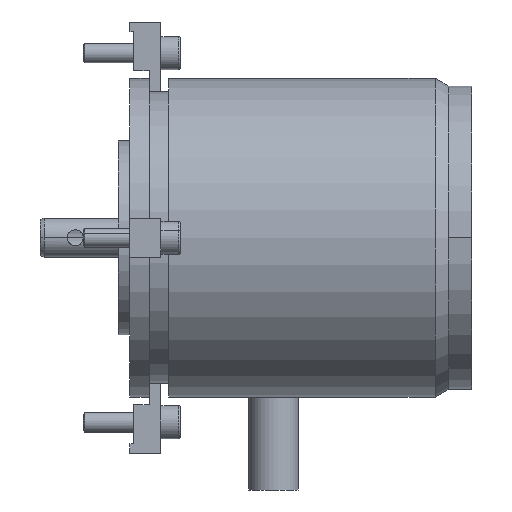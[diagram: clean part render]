
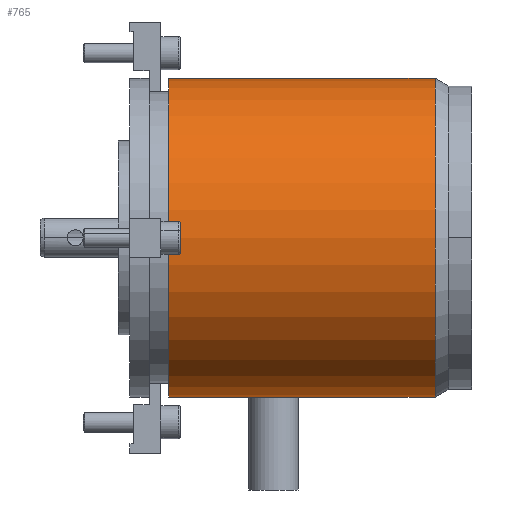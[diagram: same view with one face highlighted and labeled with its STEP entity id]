
A CAD part, front view. The second image highlights one B-rep face of the part: STEP entity #765.
In plain terms, the highlighted cylindrical face has radius 41 mm (diameter 82 mm), a partial arc.
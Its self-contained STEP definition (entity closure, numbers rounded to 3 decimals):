
#590 = CARTESIAN_POINT ( 'NONE',  ( -11.202, 0., 0. ) ) ;
#604 = CYLINDRICAL_SURFACE ( 'NONE', #17450, 41. ) ;
#605 = FACE_OUTER_BOUND ( 'NONE', #18390, .T. ) ;
#615 = DIRECTION ( 'NONE',  ( -1., 0., 0. ) ) ;
#616 = DIRECTION ( 'NONE',  ( 0., 0., 1. ) ) ;
#765 = ADVANCED_FACE ( 'NONE', ( #605 ), #604, .T. ) ;
#1282 = ORIENTED_EDGE ( 'NONE', *, *, #15253, .F. ) ;
#1984 = ORIENTED_EDGE ( 'NONE', *, *, #15677, .T. ) ;
#12721 = CARTESIAN_POINT ( 'NONE',  ( 81.536, 0., -41. ) ) ;
#15253 = EDGE_CURVE ( 'NONE', #25900, #53447, #29060, .T. ) ;
#15374 = EDGE_CURVE ( 'NONE', #17137, #25516, #29138, .T. ) ;
#15675 = EDGE_CURVE ( 'NONE', #17137, #25900, #43241, .T. ) ;
#15677 = EDGE_CURVE ( 'NONE', #25516, #53447, #43246, .T. ) ;
#17137 = VERTEX_POINT ( 'NONE', #12721 ) ;
#17450 = AXIS2_PLACEMENT_3D ( 'NONE', #590, #615, #616 ) ;
#18390 = EDGE_LOOP ( 'NONE', ( #34575, #34448, #1984, #1282 ) ) ;
#24568 = CARTESIAN_POINT ( 'NONE',  ( 81.536, 0., 0. ) ) ;
#24569 = DIRECTION ( 'NONE',  ( -1., 0., 0. ) ) ;
#24570 = DIRECTION ( 'NONE',  ( 0., 0., 1. ) ) ;
#25140 = VECTOR ( 'NONE', #43245, 1000. ) ;
#25154 = VECTOR ( 'NONE', #43248, 1000. ) ;
#25516 = VERTEX_POINT ( 'NONE', #32132 ) ;
#25900 = VERTEX_POINT ( 'NONE', #32264 ) ;
#29060 = CIRCLE ( 'NONE', #29065, 41. ) ;
#29065 = AXIS2_PLACEMENT_3D ( 'NONE', #50525, #50526, #50527 ) ;
#29138 = CIRCLE ( 'NONE', #29147, 41. ) ;
#29147 = AXIS2_PLACEMENT_3D ( 'NONE', #24568, #24569, #24570 ) ;
#32132 = CARTESIAN_POINT ( 'NONE',  ( 81.536, 0., 41. ) ) ;
#32264 = CARTESIAN_POINT ( 'NONE',  ( 13., 0., -41. ) ) ;
#34448 = ORIENTED_EDGE ( 'NONE', *, *, #15374, .T. ) ;
#34575 = ORIENTED_EDGE ( 'NONE', *, *, #15675, .F. ) ;
#43230 = CARTESIAN_POINT ( 'NONE',  ( -11.202, 0., -41. ) ) ;
#43241 = LINE ( 'NONE', #43230, #25140 ) ;
#43245 = DIRECTION ( 'NONE',  ( -1., 0., 0. ) ) ;
#43246 = LINE ( 'NONE', #43247, #25154 ) ;
#43247 = CARTESIAN_POINT ( 'NONE',  ( -11.202, 0., 41. ) ) ;
#43248 = DIRECTION ( 'NONE',  ( -1., 0., 0. ) ) ;
#44709 = CARTESIAN_POINT ( 'NONE',  ( 13., 0., 41. ) ) ;
#50525 = CARTESIAN_POINT ( 'NONE',  ( 13., 0., 0. ) ) ;
#50526 = DIRECTION ( 'NONE',  ( -1., 0., 0. ) ) ;
#50527 = DIRECTION ( 'NONE',  ( 0., 0., 1. ) ) ;
#53447 = VERTEX_POINT ( 'NONE', #44709 ) ;
